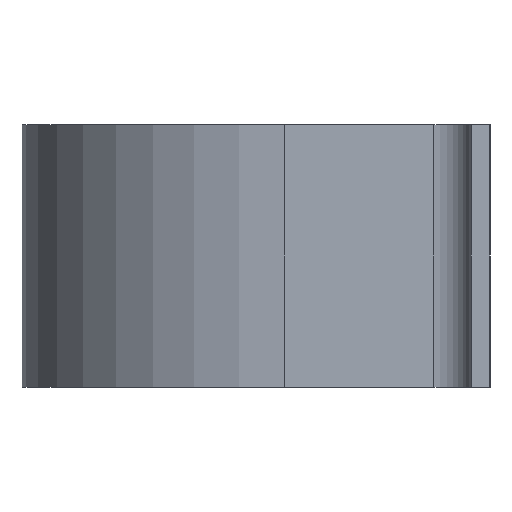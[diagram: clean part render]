
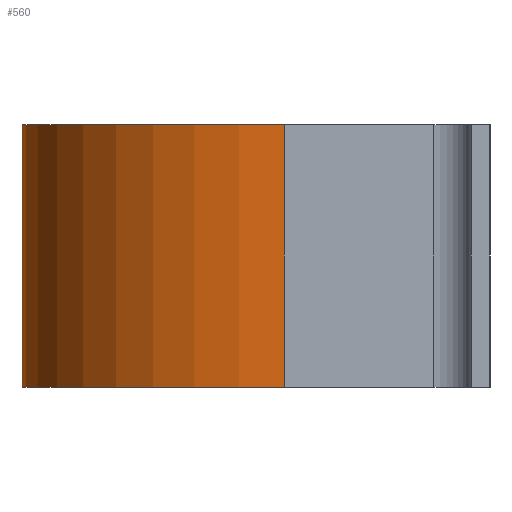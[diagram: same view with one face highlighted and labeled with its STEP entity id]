
A CAD part, left-side view. The second image highlights one B-rep face of the part: STEP entity #560.
In plain terms, the highlighted cylindrical face has radius 14 mm (diameter 28 mm), a partial arc.
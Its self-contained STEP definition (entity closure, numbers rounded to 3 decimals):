
#40 = AXIS2_PLACEMENT_3D ( 'NONE', #513, #971, #436 ) ;
#52 = DIRECTION ( 'NONE',  ( 1., 0., 0. ) ) ;
#98 = ORIENTED_EDGE ( 'NONE', *, *, #285, .F. ) ;
#136 = ORIENTED_EDGE ( 'NONE', *, *, #364, .T. ) ;
#144 = EDGE_LOOP ( 'NONE', ( #98, #709, #136, #420 ) ) ;
#151 = CARTESIAN_POINT ( 'NONE',  ( 0., 11., 7. ) ) ;
#177 = CARTESIAN_POINT ( 'NONE',  ( -14., 11., 7. ) ) ;
#194 = CARTESIAN_POINT ( 'NONE',  ( 14., 11., 7. ) ) ;
#195 = EDGE_CURVE ( 'NONE', #894, #207, #264, .T. ) ;
#207 = VERTEX_POINT ( 'NONE', #525 ) ;
#264 = LINE ( 'NONE', #177, #678 ) ;
#277 = VECTOR ( 'NONE', #573, 1000. ) ;
#285 = EDGE_CURVE ( 'NONE', #207, #851, #654, .T. ) ;
#303 = DIRECTION ( 'NONE',  ( 0., 0., -1. ) ) ;
#364 = EDGE_CURVE ( 'NONE', #894, #789, #370, .T. ) ;
#370 = CIRCLE ( 'NONE', #418, 14. ) ;
#400 = DIRECTION ( 'NONE',  ( -1., 0., 0. ) ) ;
#411 = EDGE_CURVE ( 'NONE', #789, #851, #719, .T. ) ;
#418 = AXIS2_PLACEMENT_3D ( 'NONE', #151, #655, #52 ) ;
#420 = ORIENTED_EDGE ( 'NONE', *, *, #411, .T. ) ;
#436 = DIRECTION ( 'NONE',  ( 1., 0., 0. ) ) ;
#458 = CARTESIAN_POINT ( 'NONE',  ( 14., 11., -7. ) ) ;
#513 = CARTESIAN_POINT ( 'NONE',  ( 0., 11., -7. ) ) ;
#525 = CARTESIAN_POINT ( 'NONE',  ( -14., 11., -7. ) ) ;
#544 = CYLINDRICAL_SURFACE ( 'NONE', #886, 14. ) ;
#560 = ADVANCED_FACE ( 'NONE', ( #571 ), #544, .T. ) ;
#571 = FACE_OUTER_BOUND ( 'NONE', #144, .T. ) ;
#573 = DIRECTION ( 'NONE',  ( 0., 0., -1. ) ) ;
#641 = CARTESIAN_POINT ( 'NONE',  ( 0., 11., 7. ) ) ;
#649 = CARTESIAN_POINT ( 'NONE',  ( 14., 11., 7. ) ) ;
#654 = CIRCLE ( 'NONE', #40, 14. ) ;
#655 = DIRECTION ( 'NONE',  ( 0., 0., -1. ) ) ;
#678 = VECTOR ( 'NONE', #680, 1000. ) ;
#680 = DIRECTION ( 'NONE',  ( 0., 0., -1. ) ) ;
#709 = ORIENTED_EDGE ( 'NONE', *, *, #195, .F. ) ;
#719 = LINE ( 'NONE', #649, #277 ) ;
#789 = VERTEX_POINT ( 'NONE', #194 ) ;
#851 = VERTEX_POINT ( 'NONE', #458 ) ;
#886 = AXIS2_PLACEMENT_3D ( 'NONE', #641, #303, #400 ) ;
#894 = VERTEX_POINT ( 'NONE', #916 ) ;
#916 = CARTESIAN_POINT ( 'NONE',  ( -14., 11., 7. ) ) ;
#971 = DIRECTION ( 'NONE',  ( 0., 0., -1. ) ) ;
